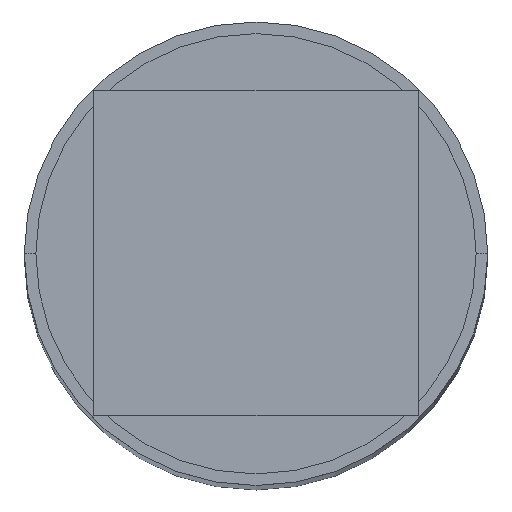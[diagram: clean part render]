
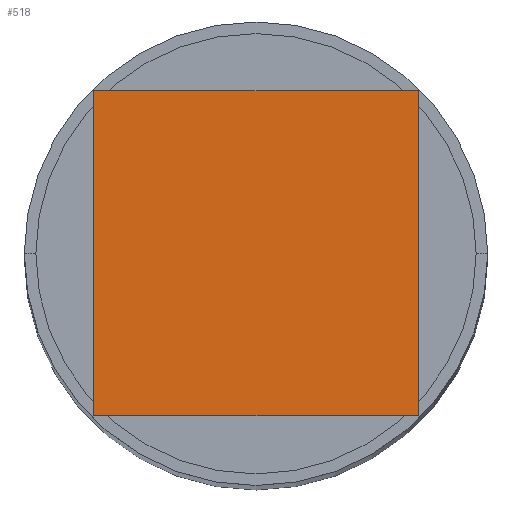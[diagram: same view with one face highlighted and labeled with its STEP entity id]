
A CAD part, top view. The second image highlights one B-rep face of the part: STEP entity #518.
In plain terms, the highlighted planar face has unit normal (0, 0, 1).
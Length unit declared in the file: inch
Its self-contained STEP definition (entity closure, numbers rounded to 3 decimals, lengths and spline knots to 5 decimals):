
#455=CARTESIAN_POINT('',(-0.4375,-0.4375,0.9375));
#456=VERTEX_POINT('',#455);
#463=CARTESIAN_POINT('',(-0.4375,0.4375,0.9375));
#464=VERTEX_POINT('',#463);
#465=CARTESIAN_POINT('',(-0.4375,-0.4375,0.9375));
#466=DIRECTION('',(0.0,1.0,0.0));
#467=VECTOR('',#466,0.875);
#468=LINE('',#465,#467);
#469=EDGE_CURVE('',#456,#464,#468,.T.);
#488=CARTESIAN_POINT('',(0.0,0.0,0.9375));
#489=DIRECTION('',(0.0,0.0,1.0));
#490=DIRECTION('',(1.0,0.0,0.0));
#491=AXIS2_PLACEMENT_3D('',#488,#489,#490);
#492=PLANE('',#491);
#493=ORIENTED_EDGE('',*,*,#469,.F.);
#494=CARTESIAN_POINT('',(0.4375,-0.4375,0.9375));
#495=VERTEX_POINT('',#494);
#496=CARTESIAN_POINT('',(0.4375,-0.4375,0.9375));
#497=DIRECTION('',(-1.0,0.0,0.0));
#498=VECTOR('',#497,0.875);
#499=LINE('',#496,#498);
#500=EDGE_CURVE('',#495,#456,#499,.T.);
#501=ORIENTED_EDGE('',*,*,#500,.F.);
#502=CARTESIAN_POINT('',(0.4375,0.4375,0.9375));
#503=VERTEX_POINT('',#502);
#504=CARTESIAN_POINT('',(0.4375,0.4375,0.9375));
#505=DIRECTION('',(0.0,-1.0,0.0));
#506=VECTOR('',#505,0.875);
#507=LINE('',#504,#506);
#508=EDGE_CURVE('',#503,#495,#507,.T.);
#509=ORIENTED_EDGE('',*,*,#508,.F.);
#510=CARTESIAN_POINT('',(-0.4375,0.4375,0.9375));
#511=DIRECTION('',(1.0,0.0,0.0));
#512=VECTOR('',#511,0.875);
#513=LINE('',#510,#512);
#514=EDGE_CURVE('',#464,#503,#513,.T.);
#515=ORIENTED_EDGE('',*,*,#514,.F.);
#516=EDGE_LOOP('',(#493,#501,#509,#515));
#517=FACE_OUTER_BOUND('',#516,.T.);
#518=ADVANCED_FACE('',(#517),#492,.T.);
